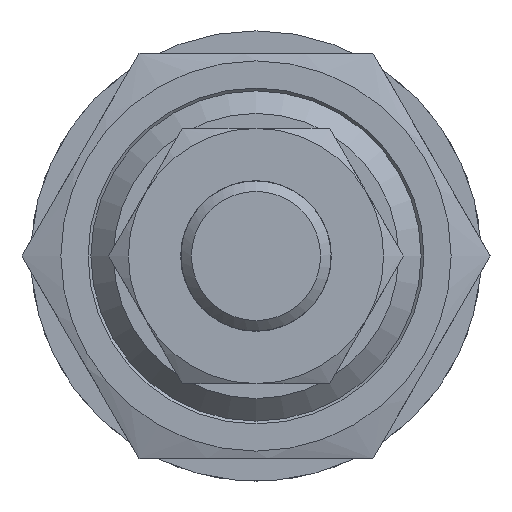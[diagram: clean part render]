
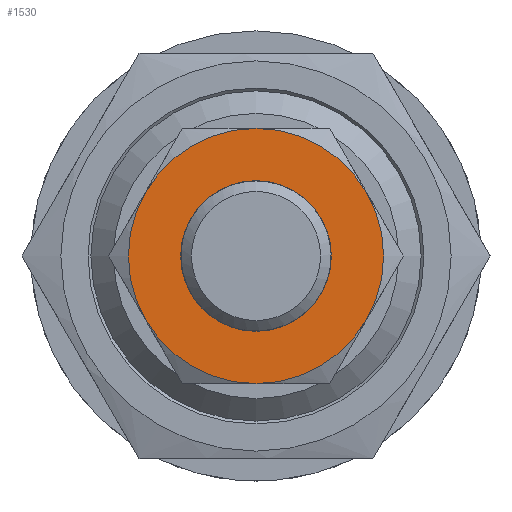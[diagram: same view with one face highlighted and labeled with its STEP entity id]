
A CAD part, front view. The second image highlights one B-rep face of the part: STEP entity #1530.
In plain terms, the highlighted face is planar.
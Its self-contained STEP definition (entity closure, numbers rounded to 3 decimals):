
#236=PLANE('',#2590);
#526=ORIENTED_EDGE('',*,*,#731,.T.);
#527=ORIENTED_EDGE('',*,*,#729,.T.);
#528=ORIENTED_EDGE('',*,*,#726,.T.);
#529=ORIENTED_EDGE('',*,*,#725,.T.);
#530=ORIENTED_EDGE('',*,*,#727,.T.);
#531=ORIENTED_EDGE('',*,*,#728,.T.);
#532=ORIENTED_EDGE('',*,*,#730,.T.);
#725=EDGE_CURVE('',#863,#870,#979,.T.);
#726=EDGE_CURVE('',#860,#863,#980,.T.);
#727=EDGE_CURVE('',#870,#868,#981,.T.);
#728=EDGE_CURVE('',#868,#865,#982,.T.);
#729=EDGE_CURVE('',#855,#860,#983,.T.);
#730=EDGE_CURVE('',#865,#855,#984,.T.);
#731=EDGE_CURVE('',#871,#871,#985,.F.);
#855=VERTEX_POINT('',#3422);
#860=VERTEX_POINT('',#3442);
#863=VERTEX_POINT('',#3459);
#865=VERTEX_POINT('',#3477);
#868=VERTEX_POINT('',#3494);
#870=VERTEX_POINT('',#3510);
#871=VERTEX_POINT('',#3534);
#979=CIRCLE('',#2573,8.5);
#980=CIRCLE('',#2575,8.5);
#981=CIRCLE('',#2577,8.5);
#982=CIRCLE('',#2579,8.5);
#983=CIRCLE('',#2581,8.5);
#984=CIRCLE('',#2583,8.5);
#985=CIRCLE('',#2591,5.016);
#1167=EDGE_LOOP('',(#526));
#1168=EDGE_LOOP('',(#527,#528,#529,#530,#531,#532));
#1368=FACE_BOUND('',#1167,.T.);
#1369=FACE_BOUND('',#1168,.T.);
#1530=ADVANCED_FACE('',(#1368,#1369),#236,.T.);
#2573=AXIS2_PLACEMENT_3D('',#3515,#3013,#3014);
#2575=AXIS2_PLACEMENT_3D('',#3517,#3017,#3018);
#2577=AXIS2_PLACEMENT_3D('',#3519,#3021,#3022);
#2579=AXIS2_PLACEMENT_3D('',#3521,#3025,#3026);
#2581=AXIS2_PLACEMENT_3D('',#3523,#3029,#3030);
#2583=AXIS2_PLACEMENT_3D('',#3525,#3033,#3034);
#2590=AXIS2_PLACEMENT_3D('',#3532,#3047,#3048);
#2591=AXIS2_PLACEMENT_3D('',#3533,#3049,#3050);
#3013=DIRECTION('',(1.,0.,0.));
#3014=DIRECTION('',(0.,1.,0.));
#3017=DIRECTION('',(1.,0.,0.));
#3018=DIRECTION('',(0.,1.,0.));
#3021=DIRECTION('',(1.,0.,0.));
#3022=DIRECTION('',(0.,1.,0.));
#3025=DIRECTION('',(1.,0.,0.));
#3026=DIRECTION('',(0.,1.,0.));
#3029=DIRECTION('',(1.,0.,0.));
#3030=DIRECTION('',(0.,1.,0.));
#3033=DIRECTION('',(1.,0.,0.));
#3034=DIRECTION('',(0.,1.,0.));
#3047=DIRECTION('',(1.,0.,0.));
#3048=DIRECTION('',(0.,0.,-1.));
#3049=DIRECTION('',(1.,0.,0.));
#3050=DIRECTION('',(0.,0.,-1.));
#3422=CARTESIAN_POINT('',(6.,-7.361,-4.25));
#3442=CARTESIAN_POINT('',(6.,0.,-8.5));
#3459=CARTESIAN_POINT('',(6.,7.361,-4.25));
#3477=CARTESIAN_POINT('',(6.,-7.361,4.25));
#3494=CARTESIAN_POINT('',(6.,0.,8.5));
#3510=CARTESIAN_POINT('',(6.,7.361,4.25));
#3515=CARTESIAN_POINT('',(6.,0.,0.));
#3517=CARTESIAN_POINT('',(6.,0.,0.));
#3519=CARTESIAN_POINT('',(6.,0.,0.));
#3521=CARTESIAN_POINT('',(6.,0.,0.));
#3523=CARTESIAN_POINT('',(6.,0.,0.));
#3525=CARTESIAN_POINT('',(6.,0.,0.));
#3532=CARTESIAN_POINT('',(6.,0.,0.));
#3533=CARTESIAN_POINT('',(6.,0.,0.));
#3534=CARTESIAN_POINT('',(6.,0.,-5.016));
